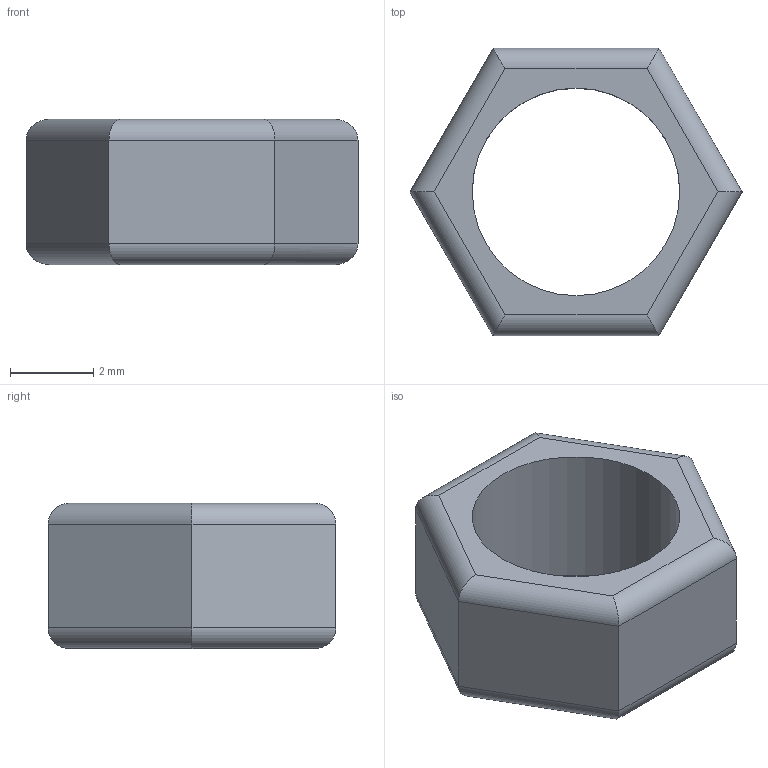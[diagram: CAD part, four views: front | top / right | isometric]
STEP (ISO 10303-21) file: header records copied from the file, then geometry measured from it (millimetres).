
FILE_DESCRIPTION(('FreeCAD Model'),'2;1');
FILE_NAME('Open CASCADE Shape Model','2021-05-01T20:31:30',('Author'),( ''),'Open CASCADE STEP processor 7.4','FreeCAD','Unknown');
FILE_SCHEMA(('AUTOMOTIVE_DESIGN { 1 0 10303 214 1 1 1 1 }'));
Length unit declared in the file: millimetre
Products named in the file (1): F53_M5_nut
Bounding box: 8 x 6.93 x 3.5 mm (x, y, z)
Volume: 74.3 mm3; surface area: 172.3 mm2
Topology: 1 solids, 1 shells, 21 faces, 45 edges, 26 vertices
Faces by surface type: cylinder 13, plane 8
Full cylindrical faces by diameter (mm): 5 x1
Entity records: 1269 total; most frequent: CARTESIAN_POINT 332, DIRECTION 169, LINE 95, VECTOR 95, ORIENTED_EDGE 90, PCURVE 90, DEFINITIONAL_REPRESENTATION 90, EDGE_CURVE 45
